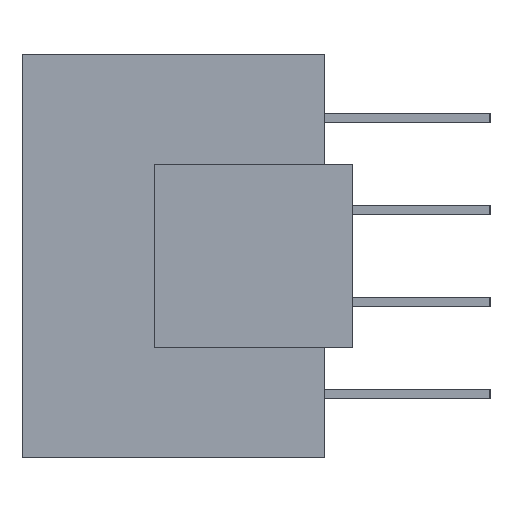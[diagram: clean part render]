
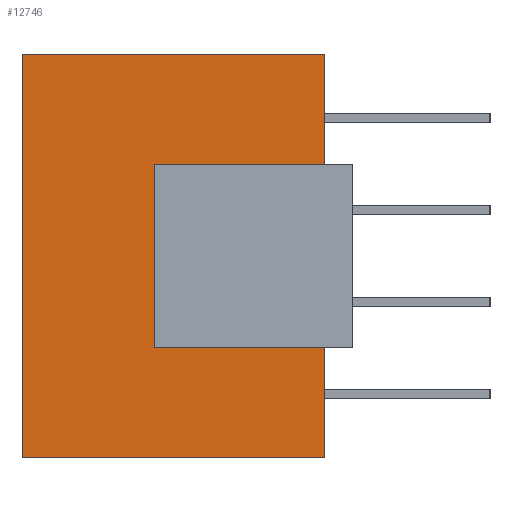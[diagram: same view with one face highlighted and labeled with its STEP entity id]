
A CAD part, left-side view. The second image highlights one B-rep face of the part: STEP entity #12746.
In plain terms, the highlighted planar face has unit normal (-1, 0, 0).
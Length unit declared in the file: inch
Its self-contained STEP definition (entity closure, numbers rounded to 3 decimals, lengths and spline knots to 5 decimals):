
#2623=ORIENTED_EDGE('',*,*,#4963,.F.);
#2624=ORIENTED_EDGE('',*,*,#4964,.F.);
#2625=ORIENTED_EDGE('',*,*,#4965,.T.);
#2626=ORIENTED_EDGE('',*,*,#4966,.T.);
#2627=ORIENTED_EDGE('',*,*,#4967,.F.);
#2628=ORIENTED_EDGE('',*,*,#4968,.F.);
#2629=ORIENTED_EDGE('',*,*,#4969,.T.);
#2630=ORIENTED_EDGE('',*,*,#4970,.T.);
#4963=EDGE_CURVE('',#6295,#6296,#7935,.T.);
#4964=EDGE_CURVE('',#6297,#6295,#7936,.T.);
#4965=EDGE_CURVE('',#6297,#6298,#7937,.T.);
#4966=EDGE_CURVE('',#6298,#6299,#7938,.T.);
#4967=EDGE_CURVE('',#6300,#6299,#7939,.T.);
#4968=EDGE_CURVE('',#6301,#6300,#7940,.T.);
#4969=EDGE_CURVE('',#6301,#6302,#7941,.T.);
#4970=EDGE_CURVE('',#6302,#6296,#7942,.T.);
#6295=VERTEX_POINT('',#19052);
#6296=VERTEX_POINT('',#19053);
#6297=VERTEX_POINT('',#19055);
#6298=VERTEX_POINT('',#19057);
#6299=VERTEX_POINT('',#19059);
#6300=VERTEX_POINT('',#19061);
#6301=VERTEX_POINT('',#19063);
#6302=VERTEX_POINT('',#19065);
#7935=LINE('',#19051,#9751);
#7936=LINE('',#19054,#9752);
#7937=LINE('',#19056,#9753);
#7938=LINE('',#19058,#9754);
#7939=LINE('',#19060,#9755);
#7940=LINE('',#19062,#9756);
#7941=LINE('',#19064,#9757);
#7942=LINE('',#19066,#9758);
#9751=VECTOR('',#15655,39.37008);
#9752=VECTOR('',#15656,39.37008);
#9753=VECTOR('',#15657,39.37008);
#9754=VECTOR('',#15658,39.37008);
#9755=VECTOR('',#15659,39.37008);
#9756=VECTOR('',#15660,39.37008);
#9757=VECTOR('',#15661,39.37008);
#9758=VECTOR('',#15662,39.37008);
#10754=EDGE_LOOP('',(#2623,#2624,#2625,#2626,#2627,#2628,#2629,#2630));
#11498=FACE_BOUND('',#10754,.T.);
#12162=PLANE('',#13357);
#12746=ADVANCED_FACE('',(#11498),#12162,.F.);
#13357=AXIS2_PLACEMENT_3D('',#19050,#15653,#15654);
#15653=DIRECTION('',(1.,0.,0.));
#15654=DIRECTION('',(0.,0.,-1.));
#15655=DIRECTION('',(0.,-1.,0.));
#15656=DIRECTION('',(0.,0.,-1.));
#15657=DIRECTION('',(0.,-1.,0.));
#15658=DIRECTION('',(0.,0.,1.));
#15659=DIRECTION('',(0.,-1.,0.));
#15660=DIRECTION('',(0.,0.,1.));
#15661=DIRECTION('',(0.,-1.,0.));
#15662=DIRECTION('',(0.,0.,1.));
#19050=CARTESIAN_POINT('',(-0.26,0.18,-0.11));
#19051=CARTESIAN_POINT('',(-0.26,0.108,-0.05));
#19052=CARTESIAN_POINT('',(-0.26,0.108,-0.05));
#19053=CARTESIAN_POINT('',(-0.26,0.015,-0.05));
#19054=CARTESIAN_POINT('',(-0.26,0.108,0.05));
#19055=CARTESIAN_POINT('',(-0.26,0.108,0.05));
#19056=CARTESIAN_POINT('',(-0.26,0.108,0.05));
#19057=CARTESIAN_POINT('',(-0.26,0.015,0.05));
#19058=CARTESIAN_POINT('',(-0.26,0.015,-0.11));
#19059=CARTESIAN_POINT('',(-0.26,0.015,0.11));
#19060=CARTESIAN_POINT('',(-0.26,0.18,0.11));
#19061=CARTESIAN_POINT('',(-0.26,0.18,0.11));
#19062=CARTESIAN_POINT('',(-0.26,0.18,-0.11));
#19063=CARTESIAN_POINT('',(-0.26,0.18,-0.11));
#19064=CARTESIAN_POINT('',(-0.26,0.18,-0.11));
#19065=CARTESIAN_POINT('',(-0.26,0.015,-0.11));
#19066=CARTESIAN_POINT('',(-0.26,0.015,-0.11));
